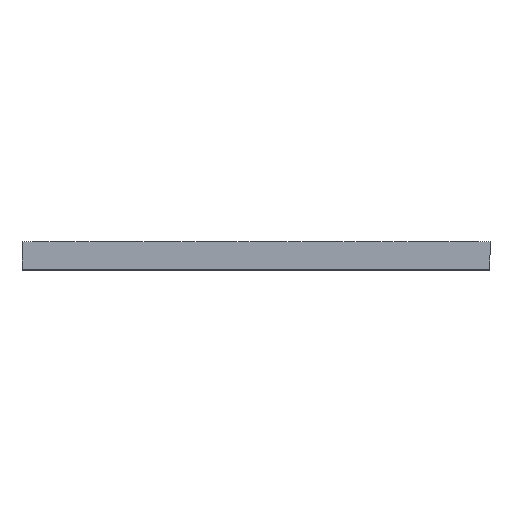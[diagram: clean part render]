
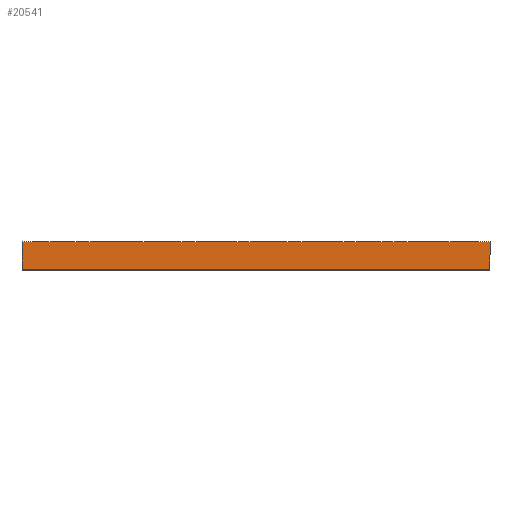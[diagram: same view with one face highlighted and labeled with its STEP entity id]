
A CAD part, top view. The second image highlights one B-rep face of the part: STEP entity #20541.
In plain terms, the highlighted planar face has unit normal (0, 0, 1).
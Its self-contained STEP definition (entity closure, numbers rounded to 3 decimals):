
#2808 = EDGE_LOOP ( 'NONE', ( #26808, #48117, #35241, #63375 ) ) ;
#3287 = CARTESIAN_POINT ( 'NONE',  ( 340., 10., 0. ) ) ;
#3326 = CARTESIAN_POINT ( 'NONE',  ( 0., -10., 0. ) ) ;
#4264 = CARTESIAN_POINT ( 'NONE',  ( 0., 3.333, 0. ) ) ;
#5158 = AXIS2_PLACEMENT_3D ( 'NONE', #3287, #46982, #8110 ) ;
#8110 = DIRECTION ( 'NONE',  ( 0., 1., 0. ) ) ;
#10310 = VECTOR ( 'NONE', #29645, 1000. ) ;
#12753 = CARTESIAN_POINT ( 'NONE',  ( 0., 10., 0. ) ) ;
#12983 = VERTEX_POINT ( 'NONE', #31693 ) ;
#13366 = EDGE_CURVE ( 'NONE', #12983, #62457, #48168, .T. ) ;
#17161 = LINE ( 'NONE', #23871, #10310 ) ;
#17789 = VERTEX_POINT ( 'NONE', #57639 ) ;
#19384 = CARTESIAN_POINT ( 'NONE',  ( 340., 10., 0. ) ) ;
#20541 = ADVANCED_FACE ( 'NONE', ( #55654 ), #58002, .F. ) ;
#22725 = B_SPLINE_CURVE_WITH_KNOTS ( 'NONE', 3,
 ( #3326, #64229, #4264, #58759 ),
 .UNSPECIFIED., .F., .F.,
 ( 4, 4 ),
 ( 0., 1. ),
 .UNSPECIFIED. ) ;
#23871 = CARTESIAN_POINT ( 'NONE',  ( 340., 10., 0. ) ) ;
#24997 = VECTOR ( 'NONE', #56587, 1000. ) ;
#25227 = CARTESIAN_POINT ( 'NONE',  ( 0., -10., 0. ) ) ;
#26808 = ORIENTED_EDGE ( 'NONE', *, *, #35974, .T. ) ;
#29645 = DIRECTION ( 'NONE',  ( -1., 0., 0. ) ) ;
#31693 = CARTESIAN_POINT ( 'NONE',  ( 340., -10., 0. ) ) ;
#32880 = VECTOR ( 'NONE', #57343, 1000. ) ;
#35241 = ORIENTED_EDGE ( 'NONE', *, *, #13366, .F. ) ;
#35974 = EDGE_CURVE ( 'NONE', #17789, #36476, #17161, .T. ) ;
#36476 = VERTEX_POINT ( 'NONE', #12753 ) ;
#46174 = EDGE_CURVE ( 'NONE', #17789, #12983, #69829, .T. ) ;
#46982 = DIRECTION ( 'NONE',  ( 0., 0., -1. ) ) ;
#48117 = ORIENTED_EDGE ( 'NONE', *, *, #69396, .F. ) ;
#48168 = LINE ( 'NONE', #67132, #24997 ) ;
#55654 = FACE_OUTER_BOUND ( 'NONE', #2808, .T. ) ;
#56587 = DIRECTION ( 'NONE',  ( -1., 0., 0. ) ) ;
#57343 = DIRECTION ( 'NONE',  ( 0., -1., 0. ) ) ;
#57639 = CARTESIAN_POINT ( 'NONE',  ( 340., 10., 0. ) ) ;
#58002 = PLANE ( 'NONE',  #5158 ) ;
#58759 = CARTESIAN_POINT ( 'NONE',  ( 0., 10., 0. ) ) ;
#62457 = VERTEX_POINT ( 'NONE', #25227 ) ;
#63375 = ORIENTED_EDGE ( 'NONE', *, *, #46174, .F. ) ;
#64229 = CARTESIAN_POINT ( 'NONE',  ( 0., -3.333, 0. ) ) ;
#67132 = CARTESIAN_POINT ( 'NONE',  ( 340., -10., 0. ) ) ;
#69396 = EDGE_CURVE ( 'NONE', #62457, #36476, #22725, .T. ) ;
#69829 = LINE ( 'NONE', #19384, #32880 ) ;
